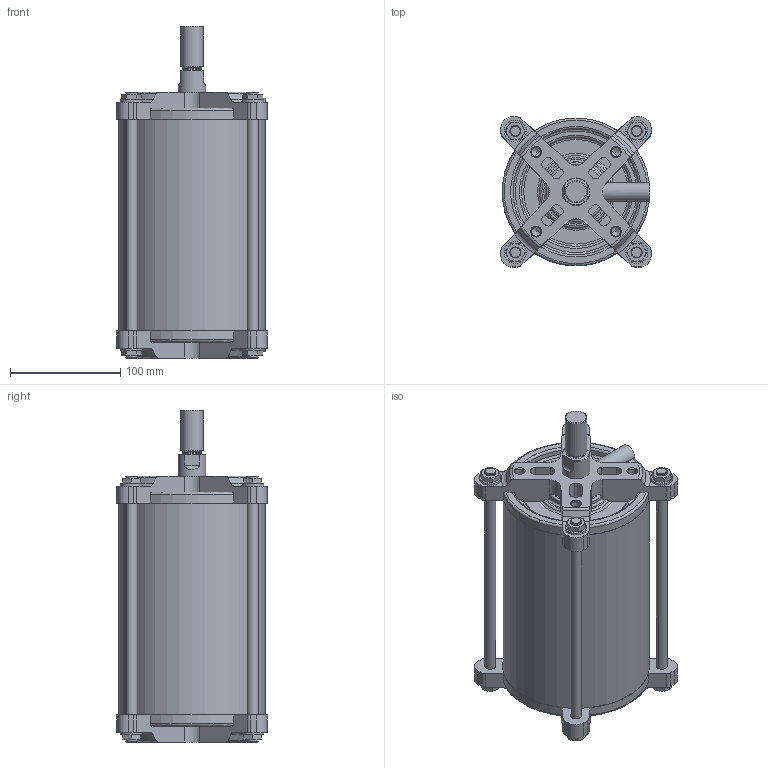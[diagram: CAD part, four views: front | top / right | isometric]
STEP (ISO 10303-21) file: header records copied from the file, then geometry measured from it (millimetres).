
FILE_DESCRIPTION(/* description */ ('STEP AP214'),/* implementation_level */ '2;1');
FILE_NAME(/* name */ '8110772_DFPC-125-150-D',/* time_stamp */ '2024-08-15T16:25:48+02:00',/* author */ ('License CC BY-ND 4.0'),/* organization */ ('CADENAS'),/* preprocessor_version */ 'ST-DEVELOPER v19.3',/* originating_system */ 'PARTsolutions',/* authorisation */ ' ');
FILE_SCHEMA (('AUTOMOTIVE_DESIGN {1 0 10303 214 3 1 1}'));
Length unit declared in the file: millimetre
Products named in the file (3): 8110772 DFPC-125-150-D---(0_high); 8110797 DFPC-125-150---(high_h); 8110797 DFPC-125-150---(high_p)
Assembly tree (2 placements, depth 2):
  8110772 DFPC-125-150-D---(0_high)
    8110797 DFPC-125-150---(high_h)
    8110797 DFPC-125-150---(high_p)
Bounding box: 136 x 136 x 301 mm (x, y, z)
Volume: 1406027.5 mm3; surface area: 341882 mm2
Topology: 2 solids, 2 shells, 597 faces, 1662 edges, 1073 vertices
Faces by surface type: plane 218, cone 152, cylinder 119, torus 108
Full cylindrical faces by diameter (mm): 8.376 x4, 8.566 x2, 10 x12, 16 x1, 20 x9, 25 x2, 125 x2, 133 x1
Entity records: 19525 total; most frequent: CARTESIAN_POINT 5032, ORIENTED_EDGE 3148, DIRECTION 2814, EDGE_CURVE 1574, AXIS2_PLACEMENT_3D 1176, VERTEX_POINT 1052, FACE_BOUND 712, EDGE_LOOP 706
